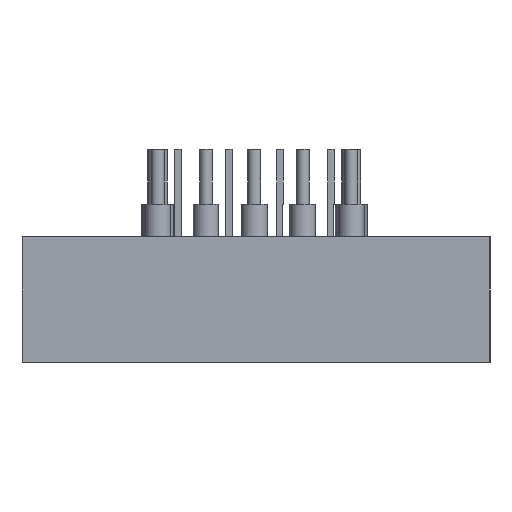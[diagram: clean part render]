
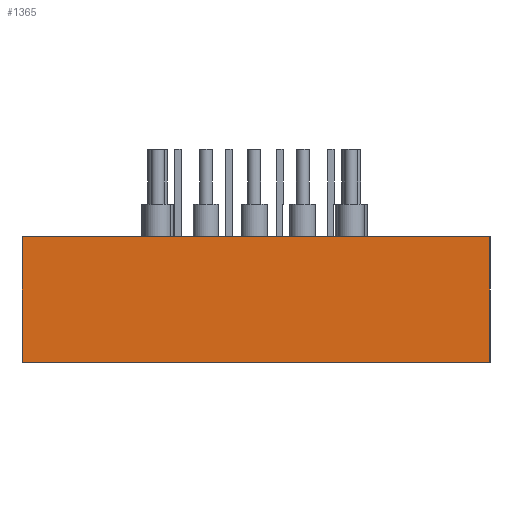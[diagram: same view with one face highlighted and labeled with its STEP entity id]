
A CAD part, left-side view. The second image highlights one B-rep face of the part: STEP entity #1365.
In plain terms, the highlighted planar face has unit normal (-1, 0, 0).
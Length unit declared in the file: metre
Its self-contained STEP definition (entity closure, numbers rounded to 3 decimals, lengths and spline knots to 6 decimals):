
#39=LINE('',#2008,#178);
#45=LINE('',#2025,#184);
#46=LINE('',#2027,#185);
#47=LINE('',#2029,#186);
#178=VECTOR('',#1607,1.);
#184=VECTOR('',#1619,1.);
#185=VECTOR('',#1620,1.);
#186=VECTOR('',#1621,1.);
#326=ORIENTED_EDGE('',*,*,#672,.F.);
#327=ORIENTED_EDGE('',*,*,#680,.F.);
#328=ORIENTED_EDGE('',*,*,#681,.T.);
#329=ORIENTED_EDGE('',*,*,#682,.T.);
#672=EDGE_CURVE('',#849,#850,#39,.T.);
#680=EDGE_CURVE('',#857,#849,#45,.T.);
#681=EDGE_CURVE('',#857,#858,#46,.T.);
#682=EDGE_CURVE('',#858,#850,#47,.T.);
#849=VERTEX_POINT('',#2009);
#850=VERTEX_POINT('',#2010);
#857=VERTEX_POINT('',#2026);
#858=VERTEX_POINT('',#2028);
#1020=EDGE_LOOP('',(#326,#327,#328,#329));
#1157=FACE_BOUND('',#1020,.T.);
#1291=PLANE('',#1474);
#1365=ADVANCED_FACE('',(#1157),#1291,.T.);
#1474=AXIS2_PLACEMENT_3D('',#2024,#1617,#1618);
#1607=DIRECTION('',(0.,1.,0.));
#1617=DIRECTION('',(-1.,0.,0.));
#1618=DIRECTION('',(0.,0.,1.));
#1619=DIRECTION('',(0.,0.,-1.));
#1620=DIRECTION('',(0.,1.,0.));
#1621=DIRECTION('',(0.,0.,-1.));
#2008=CARTESIAN_POINT('',(0.,0.018415,0.));
#2009=CARTESIAN_POINT('',(0.,0.,0.));
#2010=CARTESIAN_POINT('',(0.,0.03683,0.));
#2024=CARTESIAN_POINT('',(0.,0.018415,0.009906));
#2025=CARTESIAN_POINT('',(0.,0.,0.009906));
#2026=CARTESIAN_POINT('',(0.,0.,0.009906));
#2027=CARTESIAN_POINT('',(0.,0.018415,0.009906));
#2028=CARTESIAN_POINT('',(0.,0.03683,0.009906));
#2029=CARTESIAN_POINT('',(0.,0.03683,0.009906));
